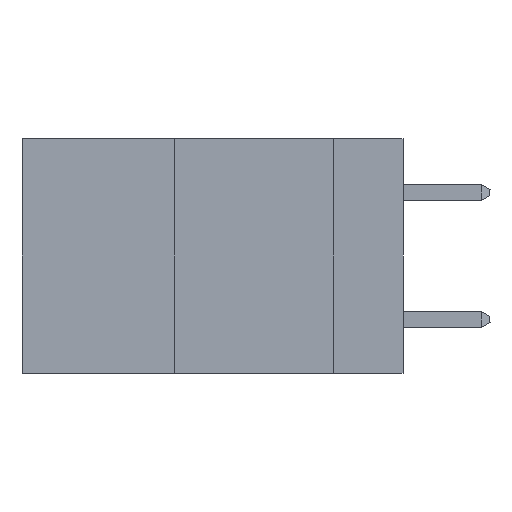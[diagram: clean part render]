
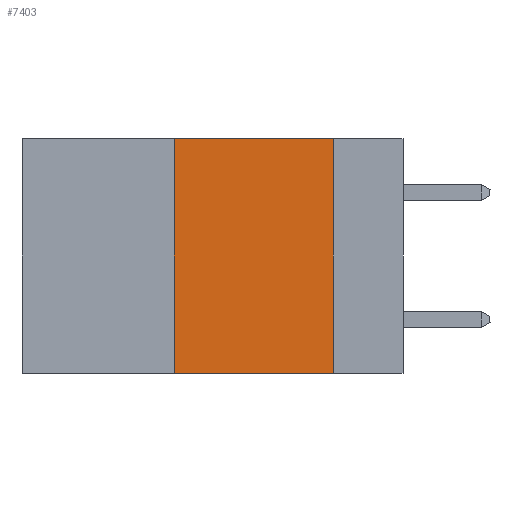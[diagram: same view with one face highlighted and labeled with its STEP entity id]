
A CAD part, left-side view. The second image highlights one B-rep face of the part: STEP entity #7403.
In plain terms, the highlighted planar face has unit normal (-1, 0, 0).
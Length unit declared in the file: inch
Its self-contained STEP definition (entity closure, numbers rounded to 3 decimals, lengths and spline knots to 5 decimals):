
#1034 = ORIENTED_EDGE ( 'NONE', *, *, #22146, .F. ) ;
#1085 = EDGE_CURVE ( 'NONE', #3961, #21247, #6203, .T. ) ;
#1372 = ORIENTED_EDGE ( 'NONE', *, *, #3879, .F. ) ;
#3223 = CARTESIAN_POINT ( 'NONE',  ( 0., 0.36, -0.37 ) ) ;
#3343 = ORIENTED_EDGE ( 'NONE', *, *, #13529, .F. ) ;
#3879 = EDGE_CURVE ( 'NONE', #21371, #21976, #14927, .T. ) ;
#3961 = VERTEX_POINT ( 'NONE', #3223 ) ;
#4336 = AXIS2_PLACEMENT_3D ( 'NONE', #12267, #17659, #6989 ) ;
#6203 = LINE ( 'NONE', #16570, #18298 ) ;
#6989 = DIRECTION ( 'NONE',  ( 0., 0., -1. ) ) ;
#7069 = PLANE ( 'NONE',  #4336 ) ;
#7403 = ADVANCED_FACE ( 'NONE', ( #16547 ), #7069, .F. ) ;
#7404 = VECTOR ( 'NONE', #9740, 39.37008 ) ;
#8500 = LINE ( 'NONE', #18508, #20563 ) ;
#8663 = CARTESIAN_POINT ( 'NONE',  ( 0., 0.11, -0.37 ) ) ;
#9582 = CARTESIAN_POINT ( 'NONE',  ( 0., 0.36, 0. ) ) ;
#9740 = DIRECTION ( 'NONE',  ( 0., 0., 1. ) ) ;
#11041 = DIRECTION ( 'NONE',  ( 0., -1., 0. ) ) ;
#12267 = CARTESIAN_POINT ( 'NONE',  ( 0., 0.6, 0. ) ) ;
#12656 = CARTESIAN_POINT ( 'NONE',  ( 0., 0.11, 0. ) ) ;
#13176 = LINE ( 'NONE', #9582, #7404 ) ;
#13529 = EDGE_CURVE ( 'NONE', #3961, #21371, #13176, .T. ) ;
#14839 = DIRECTION ( 'NONE',  ( 0., 0., -1. ) ) ;
#14927 = LINE ( 'NONE', #19520, #17919 ) ;
#16154 = CARTESIAN_POINT ( 'NONE',  ( 0., 0.36, 0. ) ) ;
#16547 = FACE_OUTER_BOUND ( 'NONE', #20801, .T. ) ;
#16570 = CARTESIAN_POINT ( 'NONE',  ( 0., 0.6, -0.37 ) ) ;
#17577 = DIRECTION ( 'NONE',  ( 0., -1., 0. ) ) ;
#17659 = DIRECTION ( 'NONE',  ( 1., 0., 0. ) ) ;
#17919 = VECTOR ( 'NONE', #17577, 39.37008 ) ;
#18298 = VECTOR ( 'NONE', #11041, 39.37008 ) ;
#18508 = CARTESIAN_POINT ( 'NONE',  ( 0., 0.11, 0. ) ) ;
#19520 = CARTESIAN_POINT ( 'NONE',  ( 0., 0.6, 0. ) ) ;
#20563 = VECTOR ( 'NONE', #14839, 39.37008 ) ;
#20801 = EDGE_LOOP ( 'NONE', ( #1034, #1372, #3343, #21303 ) ) ;
#21247 = VERTEX_POINT ( 'NONE', #8663 ) ;
#21303 = ORIENTED_EDGE ( 'NONE', *, *, #1085, .T. ) ;
#21371 = VERTEX_POINT ( 'NONE', #16154 ) ;
#21976 = VERTEX_POINT ( 'NONE', #12656 ) ;
#22146 = EDGE_CURVE ( 'NONE', #21976, #21247, #8500, .T. ) ;
